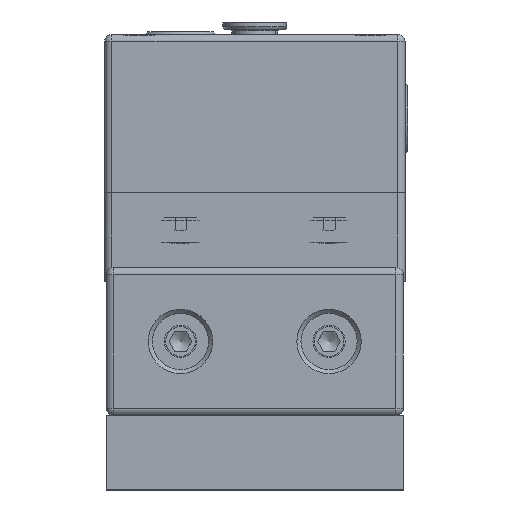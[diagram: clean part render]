
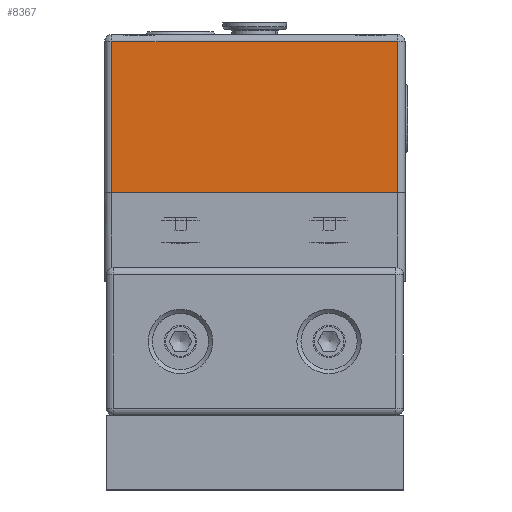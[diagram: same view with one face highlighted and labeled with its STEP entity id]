
A CAD part, front view. The second image highlights one B-rep face of the part: STEP entity #8367.
In plain terms, the highlighted face is planar.
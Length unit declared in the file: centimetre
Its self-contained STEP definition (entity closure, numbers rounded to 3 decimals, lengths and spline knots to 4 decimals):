
#649=LINE('',#13969,#1318);
#650=LINE('',#13971,#1319);
#651=LINE('',#13973,#1320);
#652=LINE('',#13974,#1321);
#1318=VECTOR('',#11201,10.);
#1319=VECTOR('',#11202,10.);
#1320=VECTOR('',#11203,10.);
#1321=VECTOR('',#11204,10.);
#2086=FACE_OUTER_BOUND('',#2668,.T.);
#2668=EDGE_LOOP('',(#6471,#6472,#6473,#6474));
#3864=VERTEX_POINT('',#13967);
#3865=VERTEX_POINT('',#13968);
#3866=VERTEX_POINT('',#13970);
#3867=VERTEX_POINT('',#13972);
#4769=EDGE_CURVE('',#3864,#3865,#649,.T.);
#4770=EDGE_CURVE('',#3866,#3864,#650,.T.);
#4771=EDGE_CURVE('',#3867,#3866,#651,.T.);
#4772=EDGE_CURVE('',#3865,#3867,#652,.T.);
#6471=ORIENTED_EDGE('',*,*,#4769,.F.);
#6472=ORIENTED_EDGE('',*,*,#4770,.F.);
#6473=ORIENTED_EDGE('',*,*,#4771,.F.);
#6474=ORIENTED_EDGE('',*,*,#4772,.F.);
#7943=PLANE('',#9382);
#8367=ADVANCED_FACE('',(#2086),#7943,.T.);
#9382=AXIS2_PLACEMENT_3D('',#13966,#11199,#11200);
#11199=DIRECTION('center_axis',(-1.,0.,0.));
#11200=DIRECTION('ref_axis',(0.,0.,
1.));
#11201=DIRECTION('',(0.,0.,-1.));
#11202=DIRECTION('',(0.,-1.,0.));
#11203=DIRECTION('',(0.,0.,1.));
#11204=DIRECTION('',(0.,1.,0.));
#13966=CARTESIAN_POINT('Origin',(-112.722,0.,-28.5));
#13967=CARTESIAN_POINT('',(-112.722,0.,28.85));
#13968=CARTESIAN_POINT('',(-112.722,0.,-28.85));
#13969=CARTESIAN_POINT('',(-112.722,0.,-14.475));
#13970=CARTESIAN_POINT('',(-112.722,30.4999,28.85));
#13971=CARTESIAN_POINT('',(-112.722,0.,28.85));
#13972=CARTESIAN_POINT('',(-112.722,30.4999,-28.85));
#13973=CARTESIAN_POINT('',(-112.722,30.4999,-28.5));
#13974=CARTESIAN_POINT('',(-112.722,0.,-28.85));
